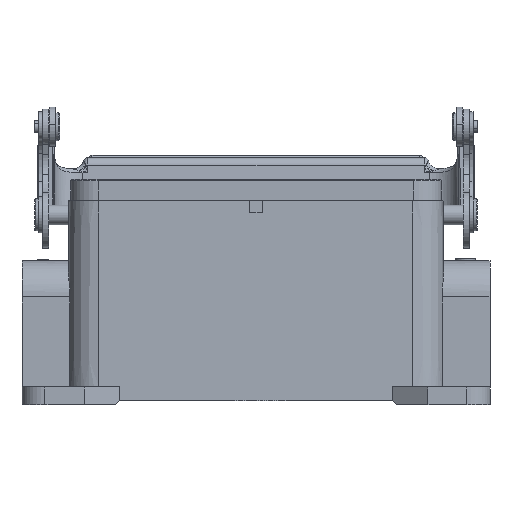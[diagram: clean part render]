
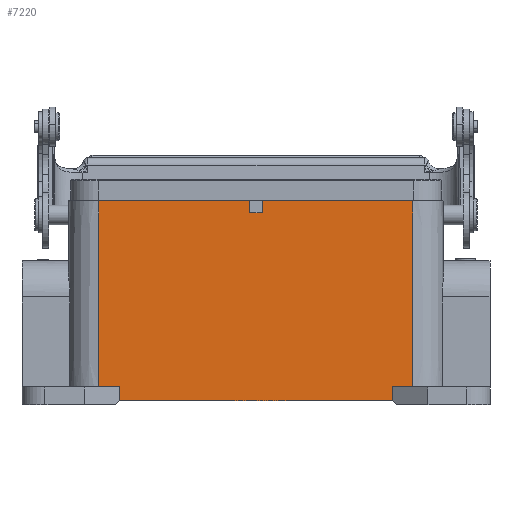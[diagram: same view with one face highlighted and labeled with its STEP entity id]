
A CAD part, front view. The second image highlights one B-rep face of the part: STEP entity #7220.
In plain terms, the highlighted planar face has unit normal (0, -1, 0.009).
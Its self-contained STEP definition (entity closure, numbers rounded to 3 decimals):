
#2731=LINE('',#42024,#4361);
#2732=LINE('',#42026,#4362);
#2744=LINE('',#42069,#4374);
#2749=LINE('',#42092,#4379);
#2756=LINE('',#42127,#4386);
#2785=LINE('',#42202,#4415);
#2788=LINE('',#42216,#4418);
#2795=LINE('',#42232,#4425);
#2929=LINE('',#42744,#4559);
#2942=LINE('',#42776,#4572);
#2944=LINE('',#42780,#4574);
#2945=LINE('',#42782,#4575);
#4361=VECTOR('',#30130,1.);
#4362=VECTOR('',#30133,1.);
#4374=VECTOR('',#30157,1.);
#4379=VECTOR('',#30170,1.);
#4386=VECTOR('',#30189,1.);
#4415=VECTOR('',#30262,1.);
#4418=VECTOR('',#30279,1.);
#4425=VECTOR('',#30290,1.);
#4559=VECTOR('',#30574,1.);
#4572=VECTOR('',#30607,1.);
#4574=VECTOR('',#30611,1.);
#4575=VECTOR('',#30614,1.);
#7220=ADVANCED_FACE('',(#9014),#7828,.T.);
#7828=PLANE('',#25274);
#9014=FACE_OUTER_BOUND('',#10436,.T.);
#10436=EDGE_LOOP('',(#17068,#17069,#17070,#17071,#17072,#17073,#17074,#17075,
#17076,#17077,#17078,#17079));
#17068=ORIENTED_EDGE('',*,*,#22747,.T.);
#17069=ORIENTED_EDGE('',*,*,#22731,.T.);
#17070=ORIENTED_EDGE('',*,*,#22549,.F.);
#17071=ORIENTED_EDGE('',*,*,#22541,.T.);
#17072=ORIENTED_EDGE('',*,*,#22534,.F.);
#17073=ORIENTED_EDGE('',*,*,#22750,.T.);
#17074=ORIENTED_EDGE('',*,*,#22496,.F.);
#17075=ORIENTED_EDGE('',*,*,#22484,.T.);
#17076=ORIENTED_EDGE('',*,*,#22475,.T.);
#17077=ORIENTED_EDGE('',*,*,#22459,.T.);
#17078=ORIENTED_EDGE('',*,*,#22458,.F.);
#17079=ORIENTED_EDGE('',*,*,#22749,.F.);
#19208=VERTEX_POINT('',#42021);
#19209=VERTEX_POINT('',#42023);
#19210=VERTEX_POINT('',#42027);
#19223=VERTEX_POINT('',#42070);
#19229=VERTEX_POINT('',#42093);
#19239=VERTEX_POINT('',#42128);
#19260=VERTEX_POINT('',#42197);
#19262=VERTEX_POINT('',#42201);
#19267=VERTEX_POINT('',#42217);
#19274=VERTEX_POINT('',#42233);
#19394=VERTEX_POINT('',#42745);
#19403=VERTEX_POINT('',#42777);
#22458=EDGE_CURVE('',#19209,#19208,#2731,.T.);
#22459=EDGE_CURVE('',#19210,#19208,#2732,.T.);
#22475=EDGE_CURVE('',#19223,#19210,#2744,.T.);
#22484=EDGE_CURVE('',#19229,#19223,#2749,.T.);
#22496=EDGE_CURVE('',#19229,#19239,#2756,.T.);
#22534=EDGE_CURVE('',#19262,#19260,#2785,.T.);
#22541=EDGE_CURVE('',#19267,#19260,#2788,.T.);
#22549=EDGE_CURVE('',#19267,#19274,#2795,.T.);
#22731=EDGE_CURVE('',#19394,#19274,#2929,.T.);
#22747=EDGE_CURVE('',#19403,#19394,#2942,.T.);
#22749=EDGE_CURVE('',#19403,#19209,#2944,.T.);
#22750=EDGE_CURVE('',#19262,#19239,#2945,.T.);
#25274=AXIS2_PLACEMENT_3D('',#42783,#30615,#30616);
#30130=DIRECTION('',(1.,0.,0.));
#30133=DIRECTION('',(0.,-0.009,-1.));
#30157=DIRECTION('',(-1.,0.,0.));
#30170=DIRECTION('',(0.,0.009,1.));
#30189=DIRECTION('',(-1.,0.,0.));
#30262=DIRECTION('',(-1.,0.,0.));
#30279=DIRECTION('',(0.,-0.009,-1.));
#30290=DIRECTION('',(-1.,0.,0.));
#30574=DIRECTION('',(0.,-0.009,-1.));
#30607=DIRECTION('',(-1.,0.,0.));
#30611=DIRECTION('',(0.,-0.009,-1.));
#30614=DIRECTION('',(0.,0.009,1.));
#30615=DIRECTION('',(0.,-1.,0.009));
#30616=DIRECTION('',(-1.,0.,0.));
#42021=CARTESIAN_POINT('',(1.6,-21.526,21.5));
#42023=CARTESIAN_POINT('',(-1.6,-21.526,21.5));
#42024=CARTESIAN_POINT('',(-1.6,-21.526,21.5));
#42026=CARTESIAN_POINT('',(1.6,-21.5,24.5));
#42027=CARTESIAN_POINT('',(1.6,-21.5,24.5));
#42069=CARTESIAN_POINT('',(39.25,-21.5,24.5));
#42070=CARTESIAN_POINT('',(39.25,-21.5,24.5));
#42092=CARTESIAN_POINT('',(39.25,-21.906,-22.));
#42093=CARTESIAN_POINT('',(39.25,-21.906,-22.));
#42127=CARTESIAN_POINT('',(39.25,-21.906,-22.));
#42128=CARTESIAN_POINT('',(34.,-21.906,-22.));
#42197=CARTESIAN_POINT('',(-34.,-21.936,-25.5));
#42201=CARTESIAN_POINT('',(34.,-21.936,-25.5));
#42202=CARTESIAN_POINT('',(34.,-21.936,-25.5));
#42216=CARTESIAN_POINT('',(-34.,-21.906,-22.));
#42217=CARTESIAN_POINT('',(-34.,-21.906,-22.));
#42232=CARTESIAN_POINT('',(-34.,-21.906,-22.));
#42233=CARTESIAN_POINT('',(-39.25,-21.906,-22.));
#42744=CARTESIAN_POINT('',(-39.25,-21.5,24.5));
#42745=CARTESIAN_POINT('',(-39.25,-21.5,24.5));
#42776=CARTESIAN_POINT('',(-1.6,-21.5,24.5));
#42777=CARTESIAN_POINT('',(-1.6,-21.5,24.5));
#42780=CARTESIAN_POINT('',(-1.6,-21.5,24.5));
#42782=CARTESIAN_POINT('',(34.,-21.936,-25.5));
#42783=CARTESIAN_POINT('',(-41.628,-21.5,24.5));
